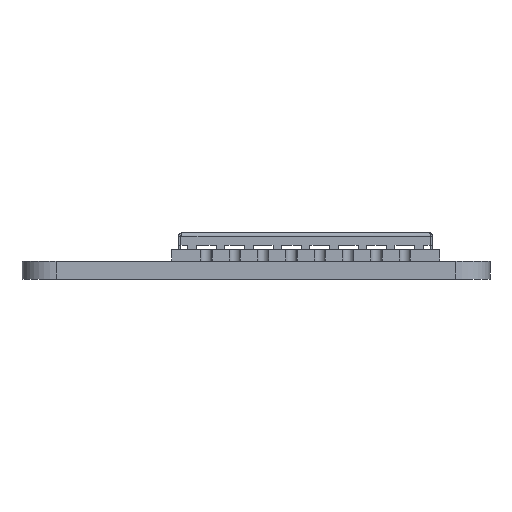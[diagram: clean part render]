
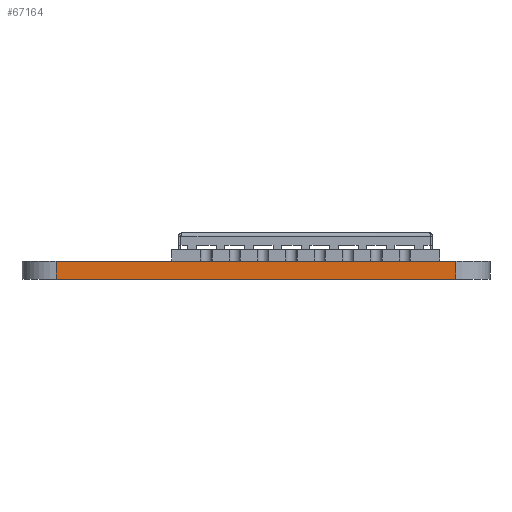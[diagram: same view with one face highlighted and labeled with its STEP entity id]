
A CAD part, left-side view. The second image highlights one B-rep face of the part: STEP entity #67164.
In plain terms, the highlighted planar face has unit normal (-1, 0, 0).
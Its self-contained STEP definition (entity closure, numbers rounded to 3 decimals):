
#65518 = CYLINDRICAL_SURFACE('',#65519,3.048);
#65519 = AXIS2_PLACEMENT_3D('',#65520,#65521,#65522);
#65520 = CARTESIAN_POINT('',(138.303,-117.602,0.));
#65521 = DIRECTION('',(0.,0.,-1.));
#65522 = DIRECTION('',(1.,0.,0.));
#65546 = PLANE('',#65547);
#65547 = AXIS2_PLACEMENT_3D('',#65548,#65549,#65550);
#65548 = CARTESIAN_POINT('',(153.67,-99.695,1.6));
#65549 = DIRECTION('',(0.,0.,1.));
#65550 = DIRECTION('',(1.,0.,0.));
#65600 = PLANE('',#65601);
#65601 = AXIS2_PLACEMENT_3D('',#65602,#65603,#65604);
#65602 = CARTESIAN_POINT('',(153.67,-99.695,0.));
#65603 = DIRECTION('',(0.,0.,1.));
#65604 = DIRECTION('',(1.,0.,0.));
#65615 = EDGE_CURVE('',#65616,#65618,#65620,.T.);
#65616 = VERTEX_POINT('',#65617);
#65617 = CARTESIAN_POINT('',(135.255,-117.602,0.));
#65618 = VERTEX_POINT('',#65619);
#65619 = CARTESIAN_POINT('',(135.255,-117.602,1.6));
#65620 = SURFACE_CURVE('',#65621,(#65625,#65632),.PCURVE_S1.);
#65621 = LINE('',#65622,#65623);
#65622 = CARTESIAN_POINT('',(135.255,-117.602,0.));
#65623 = VECTOR('',#65624,1.);
#65624 = DIRECTION('',(0.,0.,1.));
#65625 = PCURVE('',#65518,#65626);
#65626 = DEFINITIONAL_REPRESENTATION('',(#65627),#65631);
#65627 = LINE('',#65628,#65629);
#65628 = CARTESIAN_POINT('',(-3.142,0.));
#65629 = VECTOR('',#65630,1.);
#65630 = DIRECTION('',(0.,-1.));
#65631 = ( GEOMETRIC_REPRESENTATION_CONTEXT(2) 
PARAMETRIC_REPRESENTATION_CONTEXT() REPRESENTATION_CONTEXT('2D SPACE',''
  ) );
#65632 = PCURVE('',#65633,#65638);
#65633 = PLANE('',#65634);
#65634 = AXIS2_PLACEMENT_3D('',#65635,#65636,#65637);
#65635 = CARTESIAN_POINT('',(135.255,-81.788,0.));
#65636 = DIRECTION('',(1.,0.,0.));
#65637 = DIRECTION('',(0.,-1.,0.));
#65638 = DEFINITIONAL_REPRESENTATION('',(#65639),#65643);
#65639 = LINE('',#65640,#65641);
#65640 = CARTESIAN_POINT('',(35.814,0.));
#65641 = VECTOR('',#65642,1.);
#65642 = DIRECTION('',(0.,-1.));
#65643 = ( GEOMETRIC_REPRESENTATION_CONTEXT(2) 
PARAMETRIC_REPRESENTATION_CONTEXT() REPRESENTATION_CONTEXT('2D SPACE',''
  ) );
#65854 = VERTEX_POINT('',#65855);
#65855 = CARTESIAN_POINT('',(135.255,-81.788,0.));
#65870 = CYLINDRICAL_SURFACE('',#65871,3.048);
#65871 = AXIS2_PLACEMENT_3D('',#65872,#65873,#65874);
#65872 = CARTESIAN_POINT('',(138.303,-81.788,0.));
#65873 = DIRECTION('',(0.,0.,-1.));
#65874 = DIRECTION('',(1.,0.,0.));
#65882 = EDGE_CURVE('',#65854,#65616,#65883,.T.);
#65883 = SURFACE_CURVE('',#65884,(#65888,#65895),.PCURVE_S1.);
#65884 = LINE('',#65885,#65886);
#65885 = CARTESIAN_POINT('',(135.255,-81.788,0.));
#65886 = VECTOR('',#65887,1.);
#65887 = DIRECTION('',(0.,-1.,0.));
#65888 = PCURVE('',#65600,#65889);
#65889 = DEFINITIONAL_REPRESENTATION('',(#65890),#65894);
#65890 = LINE('',#65891,#65892);
#65891 = CARTESIAN_POINT('',(-18.415,17.907));
#65892 = VECTOR('',#65893,1.);
#65893 = DIRECTION('',(0.,-1.));
#65894 = ( GEOMETRIC_REPRESENTATION_CONTEXT(2) 
PARAMETRIC_REPRESENTATION_CONTEXT() REPRESENTATION_CONTEXT('2D SPACE',''
  ) );
#65895 = PCURVE('',#65633,#65896);
#65896 = DEFINITIONAL_REPRESENTATION('',(#65897),#65901);
#65897 = LINE('',#65898,#65899);
#65898 = CARTESIAN_POINT('',(0.,0.));
#65899 = VECTOR('',#65900,1.);
#65900 = DIRECTION('',(1.,0.));
#65901 = ( GEOMETRIC_REPRESENTATION_CONTEXT(2) 
PARAMETRIC_REPRESENTATION_CONTEXT() REPRESENTATION_CONTEXT('2D SPACE',''
  ) );
#66600 = VERTEX_POINT('',#66601);
#66601 = CARTESIAN_POINT('',(135.255,-81.788,1.6));
#66623 = EDGE_CURVE('',#66600,#65618,#66624,.T.);
#66624 = SURFACE_CURVE('',#66625,(#66629,#66636),.PCURVE_S1.);
#66625 = LINE('',#66626,#66627);
#66626 = CARTESIAN_POINT('',(135.255,-81.788,1.6));
#66627 = VECTOR('',#66628,1.);
#66628 = DIRECTION('',(0.,-1.,0.));
#66629 = PCURVE('',#65546,#66630);
#66630 = DEFINITIONAL_REPRESENTATION('',(#66631),#66635);
#66631 = LINE('',#66632,#66633);
#66632 = CARTESIAN_POINT('',(-18.415,17.907));
#66633 = VECTOR('',#66634,1.);
#66634 = DIRECTION('',(0.,-1.));
#66635 = ( GEOMETRIC_REPRESENTATION_CONTEXT(2) 
PARAMETRIC_REPRESENTATION_CONTEXT() REPRESENTATION_CONTEXT('2D SPACE',''
  ) );
#66636 = PCURVE('',#65633,#66637);
#66637 = DEFINITIONAL_REPRESENTATION('',(#66638),#66642);
#66638 = LINE('',#66639,#66640);
#66639 = CARTESIAN_POINT('',(0.,-1.6));
#66640 = VECTOR('',#66641,1.);
#66641 = DIRECTION('',(1.,0.));
#66642 = ( GEOMETRIC_REPRESENTATION_CONTEXT(2) 
PARAMETRIC_REPRESENTATION_CONTEXT() REPRESENTATION_CONTEXT('2D SPACE',''
  ) );
#67164 = ADVANCED_FACE('',(#67165),#65633,.F.);
#67165 = FACE_BOUND('',#67166,.F.);
#67166 = EDGE_LOOP('',(#67167,#67188,#67189,#67190));
#67167 = ORIENTED_EDGE('',*,*,#67168,.T.);
#67168 = EDGE_CURVE('',#65854,#66600,#67169,.T.);
#67169 = SURFACE_CURVE('',#67170,(#67174,#67181),.PCURVE_S1.);
#67170 = LINE('',#67171,#67172);
#67171 = CARTESIAN_POINT('',(135.255,-81.788,0.));
#67172 = VECTOR('',#67173,1.);
#67173 = DIRECTION('',(0.,0.,1.));
#67174 = PCURVE('',#65633,#67175);
#67175 = DEFINITIONAL_REPRESENTATION('',(#67176),#67180);
#67176 = LINE('',#67177,#67178);
#67177 = CARTESIAN_POINT('',(0.,0.));
#67178 = VECTOR('',#67179,1.);
#67179 = DIRECTION('',(0.,-1.));
#67180 = ( GEOMETRIC_REPRESENTATION_CONTEXT(2) 
PARAMETRIC_REPRESENTATION_CONTEXT() REPRESENTATION_CONTEXT('2D SPACE',''
  ) );
#67181 = PCURVE('',#65870,#67182);
#67182 = DEFINITIONAL_REPRESENTATION('',(#67183),#67187);
#67183 = LINE('',#67184,#67185);
#67184 = CARTESIAN_POINT('',(-3.142,0.));
#67185 = VECTOR('',#67186,1.);
#67186 = DIRECTION('',(0.,-1.));
#67187 = ( GEOMETRIC_REPRESENTATION_CONTEXT(2) 
PARAMETRIC_REPRESENTATION_CONTEXT() REPRESENTATION_CONTEXT('2D SPACE',''
  ) );
#67188 = ORIENTED_EDGE('',*,*,#66623,.T.);
#67189 = ORIENTED_EDGE('',*,*,#65615,.F.);
#67190 = ORIENTED_EDGE('',*,*,#65882,.F.);
